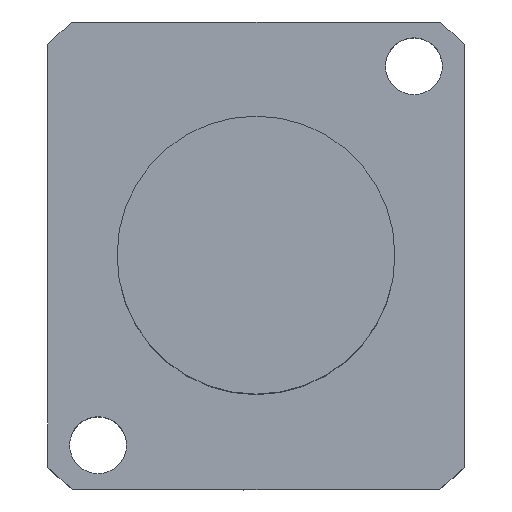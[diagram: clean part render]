
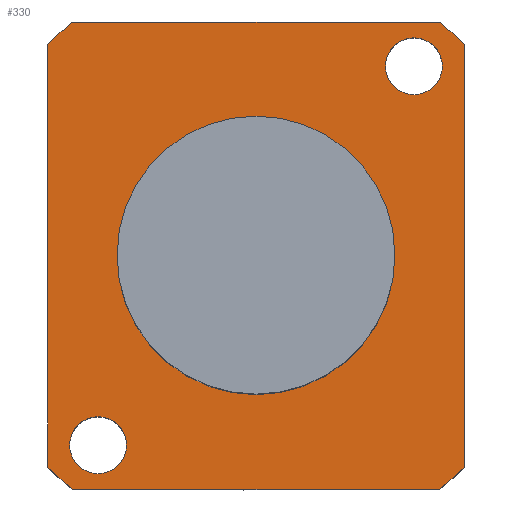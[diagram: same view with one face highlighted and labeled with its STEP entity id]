
A CAD part, top view. The second image highlights one B-rep face of the part: STEP entity #330.
In plain terms, the highlighted planar face has unit normal (0, 0, 1).
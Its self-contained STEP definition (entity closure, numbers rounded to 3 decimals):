
#123=EDGE_CURVE('Unnamed[1]',#369,#370,#371,.T.);
#130=EDGE_CURVE('Unnamed[1]',#381,#382,#383,.T.);
#138=EDGE_CURVE('Unnamed[1]',#393,#393,#394,.T.);
#140=EDGE_CURVE('Unnamed[1]',#396,#369,#397,.T.);
#173=EDGE_CURVE('Unnamed[1]',#382,#452,#453,.T.);
#191=EDGE_CURVE('Unnamed[1]',#452,#377,#477,.T.);
#255=EDGE_CURVE('Unnamed[1]',#566,#566,#567,.T.);
#285=EDGE_CURVE('Unnamed[1]',#607,#607,#608,.T.);
#287=EDGE_CURVE('Unnamed[1]',#370,#381,#610,.T.);
#294=EDGE_CURVE('Unnamed[1]',#468,#396,#619,.T.);
#316=EDGE_CURVE('Unnamed[1]',#377,#468,#645,.T.);
#330=ADVANCED_FACE('Unnamed[1]',(#660,#661,#662,#663),#664,.T.);
#369=VERTEX_POINT('',#701);
#370=VERTEX_POINT('',#702);
#371=LINE('',#703,#704);
#377=VERTEX_POINT('',#712);
#381=VERTEX_POINT('',#718);
#382=VERTEX_POINT('',#719);
#383=LINE('',#720,#721);
#393=VERTEX_POINT('',#734);
#394=CIRCLE('',#735,11.0);
#396=VERTEX_POINT('',#738);
#397=CIRCLE('',#739,23.5);
#452=VERTEX_POINT('',#829);
#453=CIRCLE('',#830,23.5);
#468=VERTEX_POINT('',#861);
#477=LINE('',#874,#875);
#566=VERTEX_POINT('',#1041);
#567=CIRCLE('',#1042,2.25);
#607=VERTEX_POINT('',#1107);
#608=CIRCLE('',#1108,2.25);
#610=CIRCLE('',#1111,23.5);
#619=LINE('',#1123,#1124);
#645=CIRCLE('',#1189,23.5);
#660=FACE_BOUND('',#1228,.T.);
#661=FACE_BOUND('',#1229,.T.);
#662=FACE_OUTER_BOUND('',#1230,.T.);
#663=FACE_BOUND('',#1231,.T.);
#664=PLANE('',#1232);
#701=CARTESIAN_POINT('',(-14.491,-18.5,0.));
#702=CARTESIAN_POINT('',(14.491,-18.5,0.));
#703=CARTESIAN_POINT('',(0.,-18.5,0.));
#704=VECTOR('',#1319,1.0);
#712=CARTESIAN_POINT('',(-14.491,18.5,0.));
#718=CARTESIAN_POINT('',(16.5,-16.733,0.));
#719=CARTESIAN_POINT('',(16.5,16.733,0.));
#720=CARTESIAN_POINT('',(16.5,8.625,0.));
#721=VECTOR('',#1329,1.0);
#734=CARTESIAN_POINT('',(0.,11.0,0.));
#735=AXIS2_PLACEMENT_3D('',#1346,#1347,#1348);
#738=CARTESIAN_POINT('',(-16.5,-16.733,0.));
#739=AXIS2_PLACEMENT_3D('',#1349,#1350,#1351);
#829=CARTESIAN_POINT('',(14.491,18.5,0.));
#830=AXIS2_PLACEMENT_3D('',#1391,#1392,#1393);
#861=CARTESIAN_POINT('',(-16.5,16.733,0.));
#874=CARTESIAN_POINT('',(0.,18.5,0.));
#875=VECTOR('',#1420,1.0);
#1041=CARTESIAN_POINT('',(-14.75,-15.,0.));
#1042=AXIS2_PLACEMENT_3D('',#1526,#1527,#1528);
#1107=CARTESIAN_POINT('',(10.25,15.,0.));
#1108=AXIS2_PLACEMENT_3D('',#1576,#1577,#1578);
#1111=AXIS2_PLACEMENT_3D('',#1579,#1580,#1581);
#1123=CARTESIAN_POINT('',(-16.5,8.625,0.));
#1124=VECTOR('',#1597,1.0);
#1189=AXIS2_PLACEMENT_3D('',#1619,#1620,#1621);
#1228=EDGE_LOOP('',(#1641));
#1229=EDGE_LOOP('',(#1642));
#1230=EDGE_LOOP('',(#1643,#1644,#1645,#1646,#1647,#1648,#1649,#1650));
#1231=EDGE_LOOP('',(#1651));
#1232=AXIS2_PLACEMENT_3D('',#1652,#1653,#1654);
#1319=DIRECTION('',(1.0,0.,0.));
#1329=DIRECTION('',(0.,1.0,0.));
#1346=CARTESIAN_POINT('',(0.0,0.0,0.0));
#1347=DIRECTION('',(0.,0.,1.0));
#1348=DIRECTION('',(0.,1.0,0.));
#1349=CARTESIAN_POINT('',(0.,0.0,0.));
#1350=DIRECTION('',(0.,0.,1.0));
#1351=DIRECTION('',(0.,1.0,0.));
#1391=CARTESIAN_POINT('',(0.,0.0,0.));
#1392=DIRECTION('',(0.,0.,1.0));
#1393=DIRECTION('',(0.,1.0,0.));
#1420=DIRECTION('',(-1.0,0.,0.));
#1526=CARTESIAN_POINT('',(-12.5,-15.,0.));
#1527=DIRECTION('',(0.,0.,-1.0));
#1528=DIRECTION('',(-1.0,0.,0.));
#1576=CARTESIAN_POINT('',(12.5,15.,0.));
#1577=DIRECTION('',(0.,0.,-1.0));
#1578=DIRECTION('',(-1.0,0.,0.));
#1579=CARTESIAN_POINT('',(0.,0.0,0.));
#1580=DIRECTION('',(0.,0.,1.0));
#1581=DIRECTION('',(0.,1.0,0.));
#1597=DIRECTION('',(0.,-1.0,0.));
#1619=CARTESIAN_POINT('',(0.,0.0,0.));
#1620=DIRECTION('',(0.,0.,1.0));
#1621=DIRECTION('',(0.,1.0,0.));
#1641=ORIENTED_EDGE('',*,*,#285,.T.);
#1642=ORIENTED_EDGE('',*,*,#255,.T.);
#1643=ORIENTED_EDGE('',*,*,#294,.T.);
#1644=ORIENTED_EDGE('',*,*,#140,.T.);
#1645=ORIENTED_EDGE('',*,*,#123,.T.);
#1646=ORIENTED_EDGE('',*,*,#287,.T.);
#1647=ORIENTED_EDGE('',*,*,#130,.T.);
#1648=ORIENTED_EDGE('',*,*,#173,.T.);
#1649=ORIENTED_EDGE('',*,*,#191,.T.);
#1650=ORIENTED_EDGE('',*,*,#316,.T.);
#1651=ORIENTED_EDGE('',*,*,#138,.F.);
#1652=CARTESIAN_POINT('',(0.,17.25,0.));
#1653=DIRECTION('',(0.,0.,1.0));
#1654=DIRECTION('',(0.,1.0,0.));
